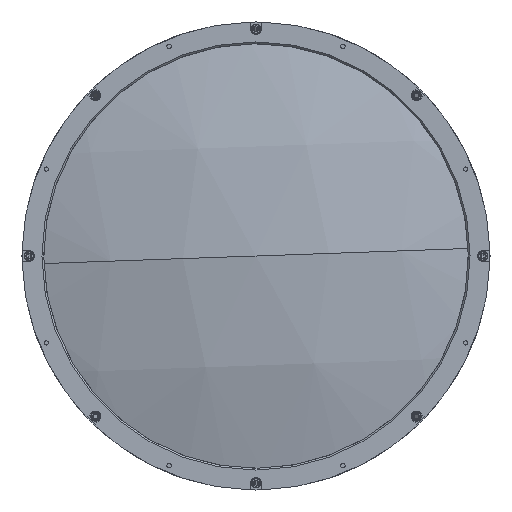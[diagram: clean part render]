
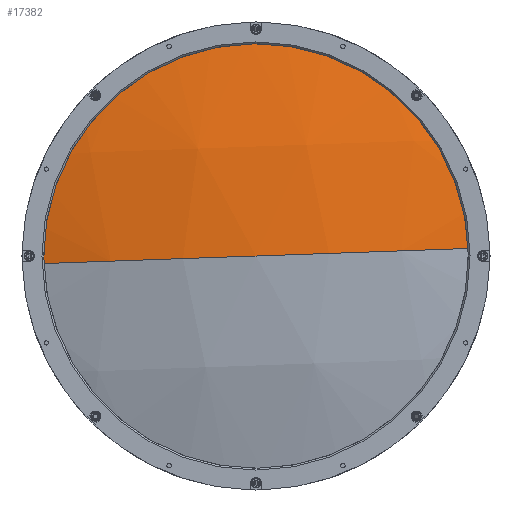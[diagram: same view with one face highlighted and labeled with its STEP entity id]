
A CAD part, left-side view. The second image highlights one B-rep face of the part: STEP entity #17382.
In plain terms, the highlighted spherical face has radius 448.8 mm.
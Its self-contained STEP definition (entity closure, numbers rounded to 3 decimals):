
#659 = DIRECTION ( 'NONE',  ( -1., 0., 0. ) ) ;
#1141 = CARTESIAN_POINT ( 'NONE',  ( 445.761, 0., 0. ) ) ;
#2275 = VERTEX_POINT ( 'NONE', #28665 ) ;
#2397 = AXIS2_PLACEMENT_3D ( 'NONE', #24009, #10816, #26220 ) ;
#2451 = VERTEX_POINT ( 'NONE', #19900 ) ;
#2704 = AXIS2_PLACEMENT_3D ( 'NONE', #14254, #659, #16461 ) ;
#2879 = AXIS2_PLACEMENT_3D ( 'NONE', #4767, #20362, #7063 ) ;
#4767 = CARTESIAN_POINT ( 'NONE',  ( 445.761, 0., 0. ) ) ;
#5827 = DIRECTION ( 'NONE',  ( 0., 0.035, 0.999 ) ) ;
#6736 = EDGE_CURVE ( 'NONE', #2275, #27272, #26421, .T. ) ;
#6827 = EDGE_CURVE ( 'NONE', #2451, #2275, #8096, .T. ) ;
#7063 = DIRECTION ( 'NONE',  ( 0., -0.999, 0.035 ) ) ;
#7078 = EDGE_CURVE ( 'NONE', #2451, #27272, #27136, .T. ) ;
#7265 = CARTESIAN_POINT ( 'NONE',  ( -3.039, 0., 0. ) ) ;
#8096 = CIRCLE ( 'NONE', #2704, 125. ) ;
#10161 = EDGE_LOOP ( 'NONE', ( #10471, #18702, #16988 ) ) ;
#10471 = ORIENTED_EDGE ( 'NONE', *, *, #6827, .T. ) ;
#10761 = AXIS2_PLACEMENT_3D ( 'NONE', #1141, #5827, #12600 ) ;
#10816 = DIRECTION ( 'NONE',  ( 0., -0.035, -0.999 ) ) ;
#12600 = DIRECTION ( 'NONE',  ( 0., -0.999, 0.035 ) ) ;
#12833 = SPHERICAL_SURFACE ( 'NONE', #10761, 448.8 ) ;
#14254 = CARTESIAN_POINT ( 'NONE',  ( 14.72, 0., 0. ) ) ;
#16461 = DIRECTION ( 'NONE',  ( 0., 0.035, 0.999 ) ) ;
#16988 = ORIENTED_EDGE ( 'NONE', *, *, #7078, .F. ) ;
#17382 = ADVANCED_FACE ( 'NONE', ( #17980 ), #12833, .T. ) ;
#17980 = FACE_OUTER_BOUND ( 'NONE', #10161, .T. ) ;
#18702 = ORIENTED_EDGE ( 'NONE', *, *, #6736, .T. ) ;
#19900 = CARTESIAN_POINT ( 'NONE',  ( 14.72, -124.922, 4.429 ) ) ;
#20362 = DIRECTION ( 'NONE',  ( 0., 0.035, 0.999 ) ) ;
#24009 = CARTESIAN_POINT ( 'NONE',  ( 445.761, 0., 0. ) ) ;
#26220 = DIRECTION ( 'NONE',  ( 0., 0.999, -0.035 ) ) ;
#26421 = CIRCLE ( 'NONE', #2879, 448.8 ) ;
#27136 = CIRCLE ( 'NONE', #2397, 448.8 ) ;
#27272 = VERTEX_POINT ( 'NONE', #7265 ) ;
#28665 = CARTESIAN_POINT ( 'NONE',  ( 14.72, 124.922, -4.429 ) ) ;
